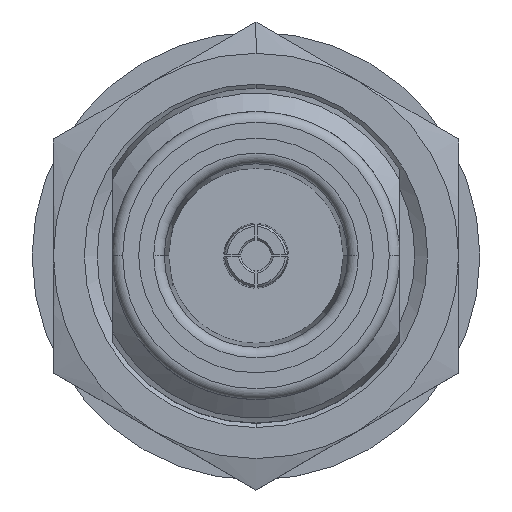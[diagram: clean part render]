
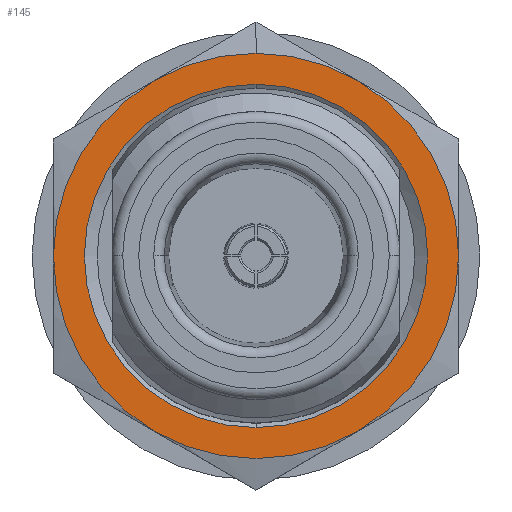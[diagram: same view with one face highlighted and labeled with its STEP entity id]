
A CAD part, top view. The second image highlights one B-rep face of the part: STEP entity #145.
In plain terms, the highlighted planar face has unit normal (0, 0, 1).
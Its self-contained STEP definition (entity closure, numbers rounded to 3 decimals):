
#5 = EDGE_CURVE ( 'NONE', #6660, #603, #6, .T. ) ;
#6 = CIRCLE ( 'NONE', #7542, 9.5 ) ;
#10 = CARTESIAN_POINT ( 'NONE',  ( 4.75, 8.227, -11.8 ) ) ;
#145 = ADVANCED_FACE ( 'NONE', ( #1265, #4898 ), #6495, .F. ) ;
#335 = CIRCLE ( 'NONE', #5706, 9.5 ) ;
#489 = VERTEX_POINT ( 'NONE', #3314 ) ;
#528 = ORIENTED_EDGE ( 'NONE', *, *, #2355, .T. ) ;
#540 = ORIENTED_EDGE ( 'NONE', *, *, #3729, .T. ) ;
#603 = VERTEX_POINT ( 'NONE', #3890 ) ;
#760 = VERTEX_POINT ( 'NONE', #5923 ) ;
#838 = DIRECTION ( 'NONE',  ( 0., 0., 1. ) ) ;
#1017 = AXIS2_PLACEMENT_3D ( 'NONE', #2011, #6811, #2702 ) ;
#1173 = ORIENTED_EDGE ( 'NONE', *, *, #4332, .T. ) ;
#1190 = CARTESIAN_POINT ( 'NONE',  ( -9.5, 0., -11.8 ) ) ;
#1265 = FACE_BOUND ( 'NONE', #7223, .T. ) ;
#1346 = EDGE_CURVE ( 'NONE', #489, #6570, #3860, .T. ) ;
#1666 = DIRECTION ( 'NONE',  ( 0., 0., 1. ) ) ;
#1884 = DIRECTION ( 'NONE',  ( 0., 0., -1. ) ) ;
#1976 = VERTEX_POINT ( 'NONE', #8303 ) ;
#1980 = AXIS2_PLACEMENT_3D ( 'NONE', #6430, #2313, #7118 ) ;
#2011 = CARTESIAN_POINT ( 'NONE',  ( 0., 0., -11.8 ) ) ;
#2076 = EDGE_CURVE ( 'NONE', #760, #1976, #2827, .T. ) ;
#2313 = DIRECTION ( 'NONE',  ( 0., 0., 1. ) ) ;
#2355 = EDGE_CURVE ( 'NONE', #6570, #489, #4153, .T. ) ;
#2395 = CARTESIAN_POINT ( 'NONE',  ( 0., -8.05, -11.8 ) ) ;
#2515 = CARTESIAN_POINT ( 'NONE',  ( -4.75, -8.227, -11.8 ) ) ;
#2637 = AXIS2_PLACEMENT_3D ( 'NONE', #6011, #1884, #6684 ) ;
#2702 = DIRECTION ( 'NONE',  ( -1., 0., 0. ) ) ;
#2827 = CIRCLE ( 'NONE', #1980, 9.5 ) ;
#3009 = ORIENTED_EDGE ( 'NONE', *, *, #5, .T. ) ;
#3026 = CARTESIAN_POINT ( 'NONE',  ( 9.5, -16.454, -11.8 ) ) ;
#3296 = CARTESIAN_POINT ( 'NONE',  ( 0., 0., -11.8 ) ) ;
#3301 = CIRCLE ( 'NONE', #7487, 9.5 ) ;
#3314 = CARTESIAN_POINT ( 'NONE',  ( 0., 8.05, -11.8 ) ) ;
#3437 = DIRECTION ( 'NONE',  ( 0., 0., -1. ) ) ;
#3608 = CARTESIAN_POINT ( 'NONE',  ( 0., 0., -11.8 ) ) ;
#3729 = EDGE_CURVE ( 'NONE', #603, #8327, #5943, .T. ) ;
#3860 = CIRCLE ( 'NONE', #6541, 8.05 ) ;
#3890 = CARTESIAN_POINT ( 'NONE',  ( 4.75, -8.227, -11.8 ) ) ;
#3995 = DIRECTION ( 'NONE',  ( -1., 0., 0. ) ) ;
#4018 = DIRECTION ( 'NONE',  ( 0., 0., -1. ) ) ;
#4153 = CIRCLE ( 'NONE', #4166, 8.05 ) ;
#4166 = AXIS2_PLACEMENT_3D ( 'NONE', #3608, #8390, #4314 ) ;
#4198 = DIRECTION ( 'NONE',  ( 0., 1., 0. ) ) ;
#4314 = DIRECTION ( 'NONE',  ( 0., 1., 0. ) ) ;
#4332 = EDGE_CURVE ( 'NONE', #7297, #6660, #335, .T. ) ;
#4338 = ORIENTED_EDGE ( 'NONE', *, *, #5412, .T. ) ;
#4898 = FACE_OUTER_BOUND ( 'NONE', #6063, .T. ) ;
#4928 = CARTESIAN_POINT ( 'NONE',  ( 0., 0., -11.8 ) ) ;
#5222 = CIRCLE ( 'NONE', #8029, 9.5 ) ;
#5370 = ORIENTED_EDGE ( 'NONE', *, *, #7364, .T. ) ;
#5412 = EDGE_CURVE ( 'NONE', #1976, #7297, #3301, .T. ) ;
#5630 = DIRECTION ( 'NONE',  ( -1., 0., 0. ) ) ;
#5641 = CARTESIAN_POINT ( 'NONE',  ( 0., 0., -11.8 ) ) ;
#5675 = DIRECTION ( 'NONE',  ( 0., 0., 1. ) ) ;
#5695 = ORIENTED_EDGE ( 'NONE', *, *, #6774, .F. ) ;
#5706 = AXIS2_PLACEMENT_3D ( 'NONE', #4928, #838, #5630 ) ;
#5793 = CARTESIAN_POINT ( 'NONE',  ( 0., 0., -11.8 ) ) ;
#5909 = ORIENTED_EDGE ( 'NONE', *, *, #1346, .T. ) ;
#5923 = CARTESIAN_POINT ( 'NONE',  ( 0., 9.5, -11.8 ) ) ;
#5943 = CIRCLE ( 'NONE', #1017, 9.5 ) ;
#6011 = CARTESIAN_POINT ( 'NONE',  ( 0., 0., -11.8 ) ) ;
#6063 = EDGE_LOOP ( 'NONE', ( #4338, #1173, #3009, #540, #5695, #5370, #7700 ) ) ;
#6314 = VERTEX_POINT ( 'NONE', #10 ) ;
#6430 = CARTESIAN_POINT ( 'NONE',  ( 0., 0., -11.8 ) ) ;
#6481 = DIRECTION ( 'NONE',  ( -1., 0., 0. ) ) ;
#6495 = PLANE ( 'NONE',  #6708 ) ;
#6541 = AXIS2_PLACEMENT_3D ( 'NONE', #5641, #4018, #4198 ) ;
#6570 = VERTEX_POINT ( 'NONE', #2395 ) ;
#6660 = VERTEX_POINT ( 'NONE', #2515 ) ;
#6684 = DIRECTION ( 'NONE',  ( 0., 1., 0. ) ) ;
#6708 = AXIS2_PLACEMENT_3D ( 'NONE', #3026, #3437, #8173 ) ;
#6774 = EDGE_CURVE ( 'NONE', #6314, #8327, #7773, .T. ) ;
#6811 = DIRECTION ( 'NONE',  ( 0., 0., 1. ) ) ;
#7118 = DIRECTION ( 'NONE',  ( -1., 0., 0. ) ) ;
#7223 = EDGE_LOOP ( 'NONE', ( #528, #5909 ) ) ;
#7297 = VERTEX_POINT ( 'NONE', #1190 ) ;
#7364 = EDGE_CURVE ( 'NONE', #6314, #760, #5222, .T. ) ;
#7487 = AXIS2_PLACEMENT_3D ( 'NONE', #5793, #1666, #6481 ) ;
#7542 = AXIS2_PLACEMENT_3D ( 'NONE', #8579, #5675, #8365 ) ;
#7700 = ORIENTED_EDGE ( 'NONE', *, *, #2076, .T. ) ;
#7773 = CIRCLE ( 'NONE', #2637, 9.5 ) ;
#8029 = AXIS2_PLACEMENT_3D ( 'NONE', #3296, #8087, #3995 ) ;
#8087 = DIRECTION ( 'NONE',  ( 0., 0., 1. ) ) ;
#8173 = DIRECTION ( 'NONE',  ( -1., 0., 0. ) ) ;
#8303 = CARTESIAN_POINT ( 'NONE',  ( -4.75, 8.227, -11.8 ) ) ;
#8327 = VERTEX_POINT ( 'NONE', #8787 ) ;
#8365 = DIRECTION ( 'NONE',  ( -1., 0., 0. ) ) ;
#8390 = DIRECTION ( 'NONE',  ( 0., 0., -1. ) ) ;
#8579 = CARTESIAN_POINT ( 'NONE',  ( 0., 0., -11.8 ) ) ;
#8787 = CARTESIAN_POINT ( 'NONE',  ( 9.5, 0., -11.8 ) ) ;
